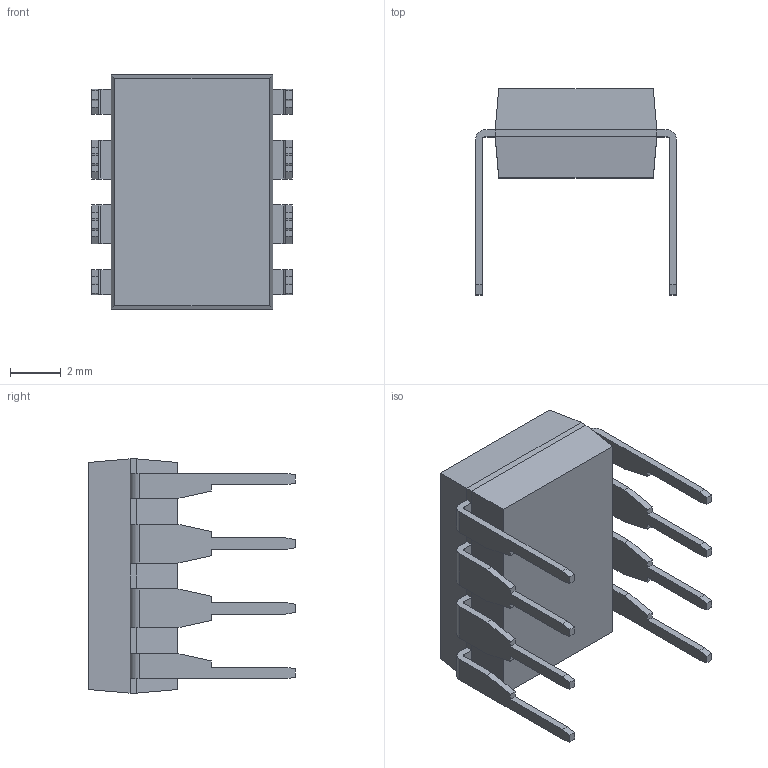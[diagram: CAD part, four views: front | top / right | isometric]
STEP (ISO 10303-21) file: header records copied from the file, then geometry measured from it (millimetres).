
FILE_DESCRIPTION (( 'STEP AP214' ), '1' );
FILE_NAME ('TA6586.STEP', '2025-04-11T02:56:24', ( '' ), ( '' ), 'SwSTEP 2.0', 'SolidWorks 2021', '' );
FILE_SCHEMA (( 'AUTOMOTIVE_DESIGN' ));
Length unit declared in the file: millimetre
Products named in the file (1): TA6586
Bounding box: 7.89 x 8.1 x 9.2 mm (x, y, z)
Volume: 209.1 mm3; surface area: 341.7 mm2
Topology: 9 solids, 9 shells, 149 faces, 385 edges, 254 vertices
Faces by surface type: plane 131, cylinder 16, cone 2
Entity records: 4579 total; most frequent: CARTESIAN_POINT 795, ORIENTED_EDGE 770, DIRECTION 719, EDGE_CURVE 385, VECTOR 347, LINE 347, VERTEX_POINT 254, AXIS2_PLACEMENT_3D 186
